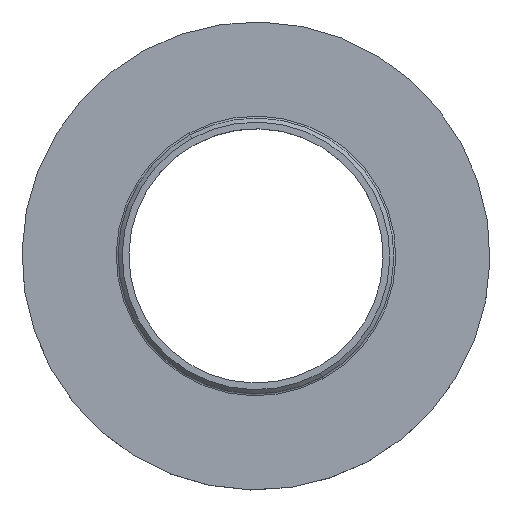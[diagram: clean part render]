
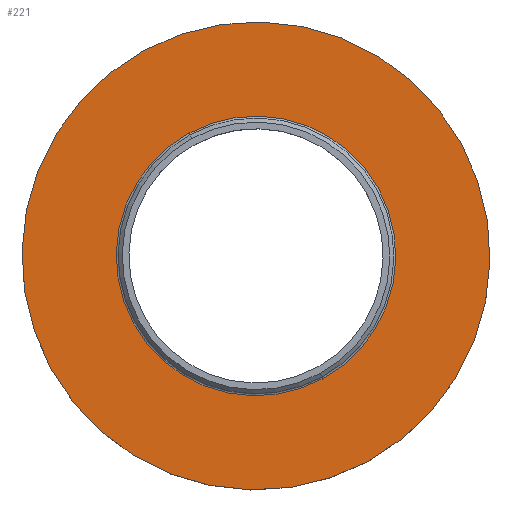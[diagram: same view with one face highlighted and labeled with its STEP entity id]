
A CAD part, top view. The second image highlights one B-rep face of the part: STEP entity #221.
In plain terms, the highlighted planar face has unit normal (0, 0, 1).
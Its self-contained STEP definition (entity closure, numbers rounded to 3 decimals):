
#63=CARTESIAN_POINT('Vertex',(27.807,-50.9,13.3)) ;
#66=CARTESIAN_POINT('Axis2P3D Location',(0.,0.,13.3)) ;
#70=CARTESIAN_POINT('Vertex',(-27.807,50.9,13.3)) ;
#92=CARTESIAN_POINT('Axis2P3D Location',(0.,0.,13.3)) ;
#194=CARTESIAN_POINT('Axis2P3D Location',(0.,58.,13.3)) ;
#203=CARTESIAN_POINT('Axis2P3D Location',(0.,0.,13.3)) ;
#207=CARTESIAN_POINT('Vertex',(16.612,-30.408,13.3)) ;
#209=CARTESIAN_POINT('Vertex',(-16.612,30.408,13.3)) ;
#212=CARTESIAN_POINT('Axis2P3D Location',(0.,0.,13.3)) ;
#67=DIRECTION('Axis2P3D Direction',(0.,0.,1.)) ;
#93=DIRECTION('Axis2P3D Direction',(0.,0.,1.)) ;
#195=DIRECTION('Axis2P3D Direction',(0.,0.,1.)) ;
#196=DIRECTION('Axis2P3D XDirection',(1.,0.,0.)) ;
#204=DIRECTION('Axis2P3D Direction',(0.,0.,1.)) ;
#213=DIRECTION('Axis2P3D Direction',(0.,0.,1.)) ;
#68=AXIS2_PLACEMENT_3D('Circle Axis2P3D',#66,#67,$) ;
#94=AXIS2_PLACEMENT_3D('Circle Axis2P3D',#92,#93,$) ;
#197=AXIS2_PLACEMENT_3D('Plane Axis2P3D',#194,#195,#196) ;
#205=AXIS2_PLACEMENT_3D('Circle Axis2P3D',#203,#204,$) ;
#214=AXIS2_PLACEMENT_3D('Circle Axis2P3D',#212,#213,$) ;
#200=ORIENTED_EDGE('',*,*,#96,.T.) ;
#201=ORIENTED_EDGE('',*,*,#72,.T.) ;
#218=ORIENTED_EDGE('',*,*,#211,.T.) ;
#219=ORIENTED_EDGE('',*,*,#216,.T.) ;
#220=FACE_BOUND('',#217,.T.) ;
#221=ADVANCED_FACE('Corps principal',(#202,#220),#198,.T.) ;
#69=CIRCLE('generated circle',#68,58.) ;
#95=CIRCLE('generated circle',#94,58.) ;
#206=CIRCLE('generated circle',#205,34.65) ;
#215=CIRCLE('generated circle',#214,34.65) ;
#72=EDGE_CURVE('',#71,#64,#69,.T.) ;
#96=EDGE_CURVE('',#64,#71,#95,.T.) ;
#211=EDGE_CURVE('',#208,#210,#206,.F.) ;
#216=EDGE_CURVE('',#210,#208,#215,.F.) ;
#199=EDGE_LOOP('',(#200,#201)) ;
#217=EDGE_LOOP('',(#218,#219)) ;
#202=FACE_OUTER_BOUND('',#199,.T.) ;
#198=PLANE('',#197) ;
#64=VERTEX_POINT('',#63) ;
#71=VERTEX_POINT('',#70) ;
#208=VERTEX_POINT('',#207) ;
#210=VERTEX_POINT('',#209) ;
